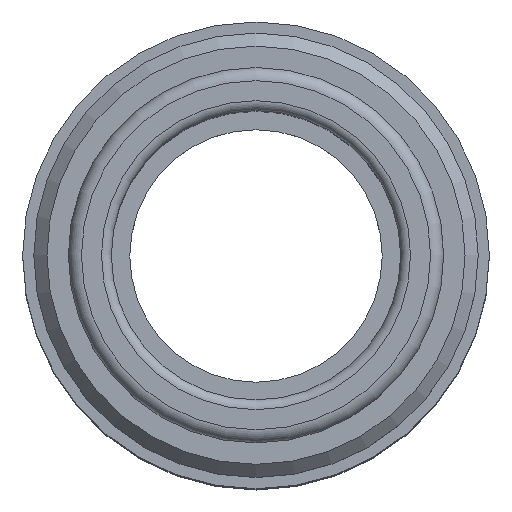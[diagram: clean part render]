
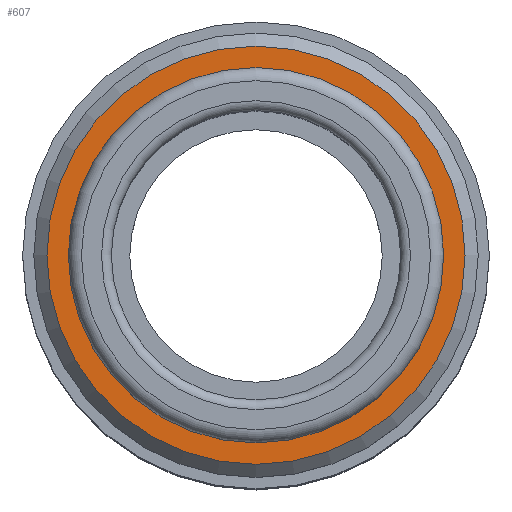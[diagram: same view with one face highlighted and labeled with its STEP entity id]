
A CAD part, top view. The second image highlights one B-rep face of the part: STEP entity #607.
In plain terms, the highlighted planar face has unit normal (0, 0, 1).
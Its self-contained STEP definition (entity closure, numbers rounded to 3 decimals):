
#78=ORIENTED_EDGE('',*,*,#188,.F.);
#79=ORIENTED_EDGE('',*,*,#187,.T.);
#187=EDGE_CURVE('',#245,#245,#303,.T.);
#188=EDGE_CURVE('',#246,#246,#304,.T.);
#245=VERTEX_POINT('',#1044);
#246=VERTEX_POINT('',#1047);
#303=CIRCLE('',#685,11.975);
#304=CIRCLE('',#687,15.9);
#368=EDGE_LOOP('',(#78));
#369=EDGE_LOOP('',(#79));
#484=FACE_BOUND('',#368,.T.);
#485=FACE_BOUND('',#369,.T.);
#588=PLANE('',#686);
#607=ADVANCED_FACE('',(#484,#485),#588,.F.);
#685=AXIS2_PLACEMENT_3D('',#1043,#817,#818);
#686=AXIS2_PLACEMENT_3D('',#1045,#819,#820);
#687=AXIS2_PLACEMENT_3D('',#1046,#821,#822);
#817=DIRECTION('',(0.,0.,-1.));
#818=DIRECTION('',(-1.,0.,0.));
#819=DIRECTION('',(0.,0.,-1.));
#820=DIRECTION('',(-1.,0.,0.));
#821=DIRECTION('',(0.,0.,-1.));
#822=DIRECTION('',(-1.,0.,0.));
#1043=CARTESIAN_POINT('',(0.,0.,31.92));
#1044=CARTESIAN_POINT('',(-11.975,0.,31.92));
#1045=CARTESIAN_POINT('',(0.,11.975,31.92));
#1046=CARTESIAN_POINT('',(0.,0.,31.92));
#1047=CARTESIAN_POINT('',(-15.9,0.,31.92));
